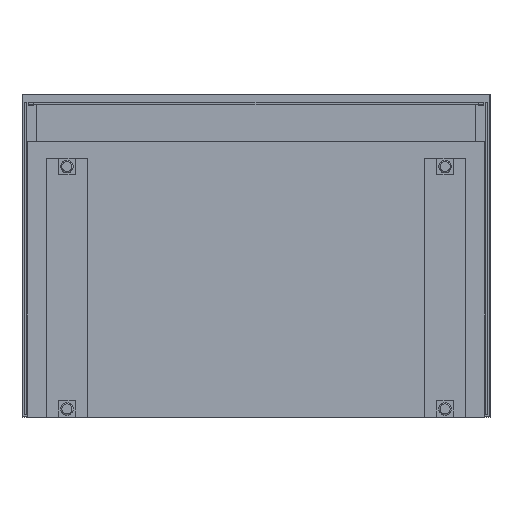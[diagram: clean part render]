
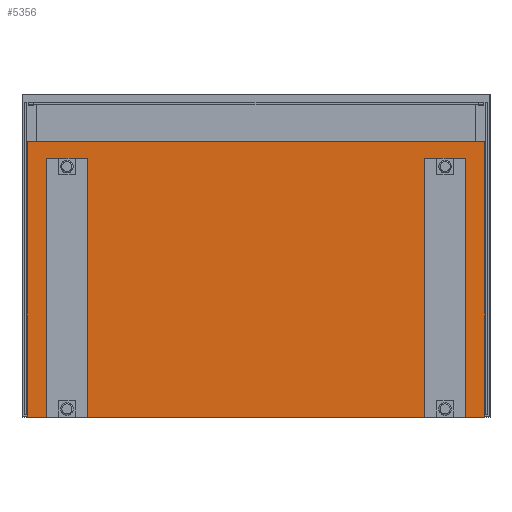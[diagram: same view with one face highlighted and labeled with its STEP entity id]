
A CAD part, front view. The second image highlights one B-rep face of the part: STEP entity #5356.
In plain terms, the highlighted planar face has unit normal (0, -1, 0).
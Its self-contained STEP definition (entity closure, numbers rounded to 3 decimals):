
#479=FACE_OUTER_BOUND('',#810,.T.);
#810=EDGE_LOOP('',(#4479,#4480,#4481,#4482));
#1393=LINE('',#8434,#2038);
#1397=LINE('',#8441,#2042);
#1400=LINE('',#8447,#2045);
#1402=LINE('',#8450,#2047);
#2038=VECTOR('',#6912,1000.);
#2042=VECTOR('',#6918,1000.);
#2045=VECTOR('',#6923,1000.);
#2047=VECTOR('',#6927,1000.);
#2550=VERTEX_POINT('',#8431);
#2551=VERTEX_POINT('',#8433);
#2553=VERTEX_POINT('',#8439);
#2555=VERTEX_POINT('',#8445);
#3211=EDGE_CURVE('',#2551,#2550,#1393,.T.);
#3215=EDGE_CURVE('',#2550,#2553,#1397,.T.);
#3218=EDGE_CURVE('',#2553,#2555,#1400,.T.);
#3220=EDGE_CURVE('',#2555,#2551,#1402,.T.);
#4479=ORIENTED_EDGE('',*,*,#3211,.T.);
#4480=ORIENTED_EDGE('',*,*,#3215,.T.);
#4481=ORIENTED_EDGE('',*,*,#3218,.T.);
#4482=ORIENTED_EDGE('',*,*,#3220,.T.);
#5055=PLANE('',#5763);
#5356=ADVANCED_FACE('',(#479),#5055,.T.);
#5763=AXIS2_PLACEMENT_3D('',#8451,#6928,#6929);
#6912=DIRECTION('',(0.,0.,1.));
#6918=DIRECTION('',(-1.,0.,0.));
#6923=DIRECTION('',(0.,0.,-1.));
#6927=DIRECTION('',(1.,0.,0.));
#6928=DIRECTION('center_axis',(0.,-1.,0.));
#6929=DIRECTION('ref_axis',(0.,0.,-1.));
#8431=CARTESIAN_POINT('',(547.5,-395.,273.5));
#8433=CARTESIAN_POINT('',(547.5,-395.,-386.5));
#8434=CARTESIAN_POINT('',(547.5,-395.,-386.5));
#8439=CARTESIAN_POINT('',(-547.5,-395.,273.5));
#8441=CARTESIAN_POINT('',(547.5,-395.,273.5));
#8445=CARTESIAN_POINT('',(-547.5,-395.,-386.5));
#8447=CARTESIAN_POINT('',(-547.5,-395.,-386.5));
#8450=CARTESIAN_POINT('',(547.5,-395.,-386.5));
#8451=CARTESIAN_POINT('Origin',(0.,-395.,0.));
